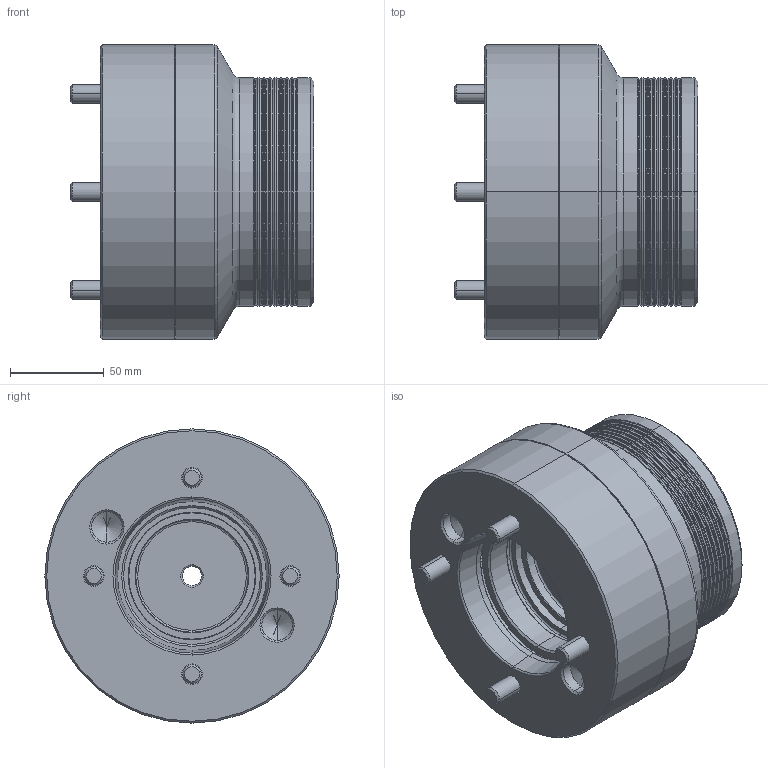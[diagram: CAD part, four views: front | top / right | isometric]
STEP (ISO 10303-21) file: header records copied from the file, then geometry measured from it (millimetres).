
FILE_DESCRIPTION (( 'STEP AP203' ), '1' );
FILE_NAME ('CF-CBE-65A5.STEP', '2020-10-29T00:52:28', ( '' ), ( '' ), 'SwSTEP 2.0', 'SolidWorks 2016', '' );
FILE_SCHEMA (( 'CONFIG_CONTROL_DESIGN' ));
Length unit declared in the file: millimetre
Products named in the file (6): CF-CBD-6517-05010; CF-CBE-65A5; CF-CBE-65A5-01010; CF-CBE-6517-02010; CF-CBE-6517-01010; 圓頭內六角螺栓_M10x25
Assembly tree (8 placements, depth 2):
  CF-CBE-65A5
    CF-CBE-6517-01010
    CF-CBE-65A5-01010
    CF-CBE-6517-02010
    圓頭內六角螺栓_M10x25  x4
    CF-CBD-6517-05010
Bounding box: 130 x 157 x 157 mm (x, y, z)
Volume: 1260083.2 mm3; surface area: 218193 mm2
Topology: 8 solids, 8 shells, 343 faces, 748 edges, 432 vertices
Faces by surface type: cone 104, cylinder 96, plane 93, torus 50
Entity records: 8002 total; most frequent: DIRECTION 1472, CARTESIAN_POINT 1210, ORIENTED_EDGE 1148, AXIS2_PLACEMENT_3D 627, EDGE_CURVE 574, CIRCLE 348, VERTEX_POINT 333, EDGE_LOOP 301
